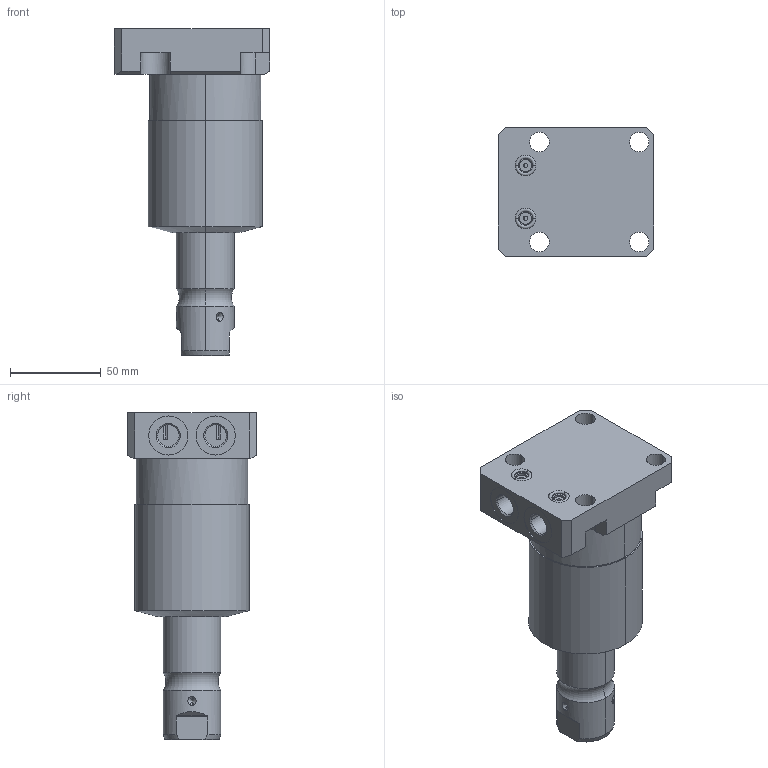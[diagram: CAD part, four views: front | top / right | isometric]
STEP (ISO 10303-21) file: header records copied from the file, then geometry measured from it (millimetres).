
FILE_DESCRIPTION((''),'2;1');
FILE_NAME('ILCM41422225','2011-11-11T',('jdw'),(''),'PRO/ENGINEER BY PARAMETRIC TECHNOLOGY CORPORATION, 2007460','PRO/ENGINEER BY PARAMETRIC TECHNOLOGY CORPORATION, 2007460','');
FILE_SCHEMA(('AUTOMOTIVE_DESIGN_CC2 { 1 2 10303 214 -1 1 5 2 }'));
Length unit declared in the file: millimetre
Products named in the file (1): ILCM41422225
Bounding box: 85.5 x 70.87 x 180.24 mm (x, y, z)
Volume: 440775 mm3; surface area: 48265.2 mm2
Topology: 1 solids, 2 shells, 124 faces, 317 edges, 196 vertices
Faces by surface type: plane 48, cylinder 48, cone 16, torus 12
Entity records: 4034 total; most frequent: CARTESIAN_POINT 792, DIRECTION 667, ORIENTED_EDGE 614, EDGE_CURVE 309, AXIS2_PLACEMENT_3D 257, VERTEX_POINT 196, VECTOR 153, LINE 153
